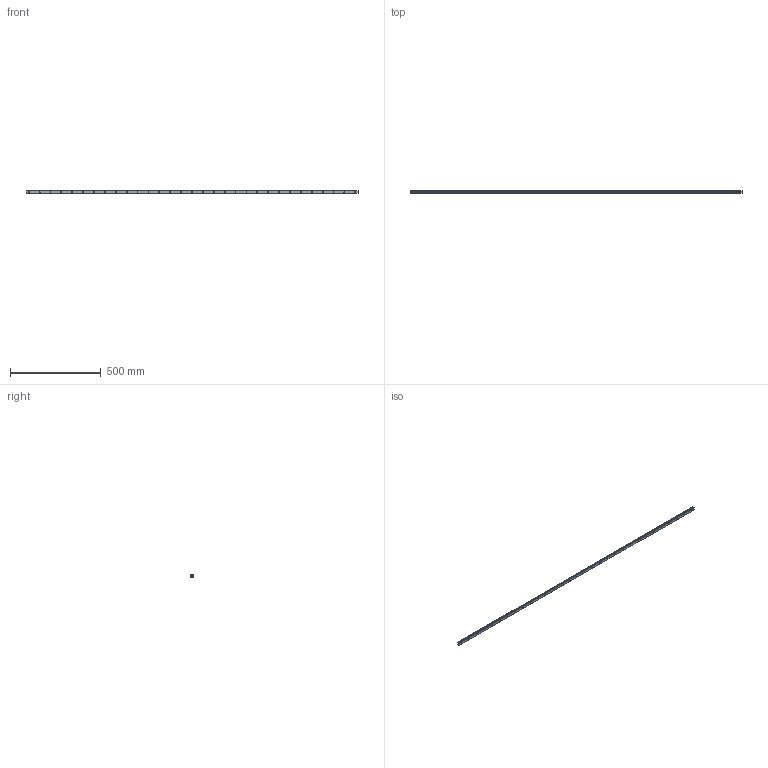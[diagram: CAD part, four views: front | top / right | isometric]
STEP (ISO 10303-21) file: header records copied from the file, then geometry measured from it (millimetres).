
FILE_DESCRIPTION (( 'STEP AP214' ), '1' );
FILE_NAME ('SSR15XTB1SS-1830LY_G15_0_PB1021B_886-55_0_0_0.STEP', '2021-06-24T12:31:26', ( '' ), ( '' ), 'SwSTEP 2.0', 'SolidWorks 2021', '' );
FILE_SCHEMA (( 'AUTOMOTIVE_DESIGN' ));
Length unit declared in the file: millimetre
Products named in the file (2): SSR15XTB1SS-1830LY_G15_0_PB1021B_886-55_0_0_0; _SSR15XTBY183015Y Track
Assembly tree (1 placements, depth 2):
  SSR15XTB1SS-1830LY_G15_0_PB1021B_886-55_0_0_0
    _SSR15XTBY183015Y Track
Bounding box: 1830 x 12.5 x 15 mm (x, y, z)
Volume: 296887.1 mm3; surface area: 111667.6 mm2
Topology: 1 solids, 1 shells, 183 faces, 450 edges, 300 vertices
Faces by surface type: cylinder 132, plane 51
Entity records: 5738 total; most frequent: DIRECTION 1088, CARTESIAN_POINT 937, ORIENTED_EDGE 900, AXIS2_PLACEMENT_3D 451, EDGE_CURVE 450, VERTEX_POINT 300, EDGE_LOOP 276, CIRCLE 264
